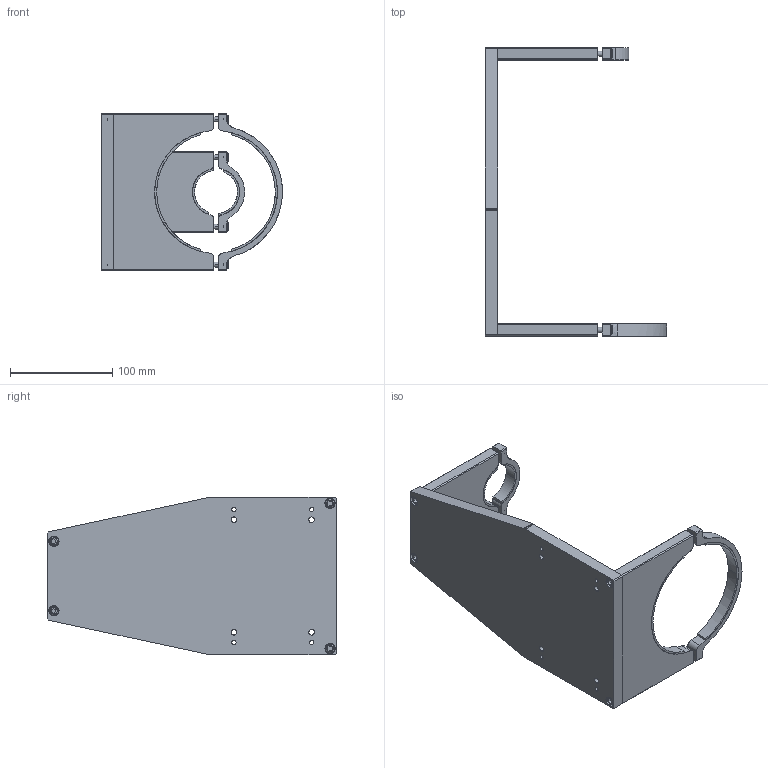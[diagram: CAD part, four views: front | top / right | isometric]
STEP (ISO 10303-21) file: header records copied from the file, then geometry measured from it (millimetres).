
FILE_DESCRIPTION (( 'STEP AP214' ), '1' );
FILE_NAME ('670301.STEP', '2020-11-12T10:33:33', ( '' ), ( '' ), 'SwSTEP 2.0', 'SolidWorks 2019', '' );
FILE_SCHEMA (( 'AUTOMOTIVE_DESIGN' ));
Length unit declared in the file: millimetre
Products named in the file (1): 670301
Bounding box: 177 x 282.07 x 154.02 mm (x, y, z)
Surface area: 161308.5 mm2 (no closed solid volume)
Topology: 0 solids, 17 shells, 328 faces, 886 edges, 596 vertices
Faces by surface type: bspline 328
Entity records: 12209 total; most frequent: CARTESIAN_POINT 6897, ORIENTED_EDGE 1688, EDGE_CURVE 878, B_SPLINE_CURVE_WITH_KNOTS 656, VERTEX_POINT 596, EDGE_LOOP 388, FACE_OUTER_BOUND 328, ADVANCED_FACE 328
